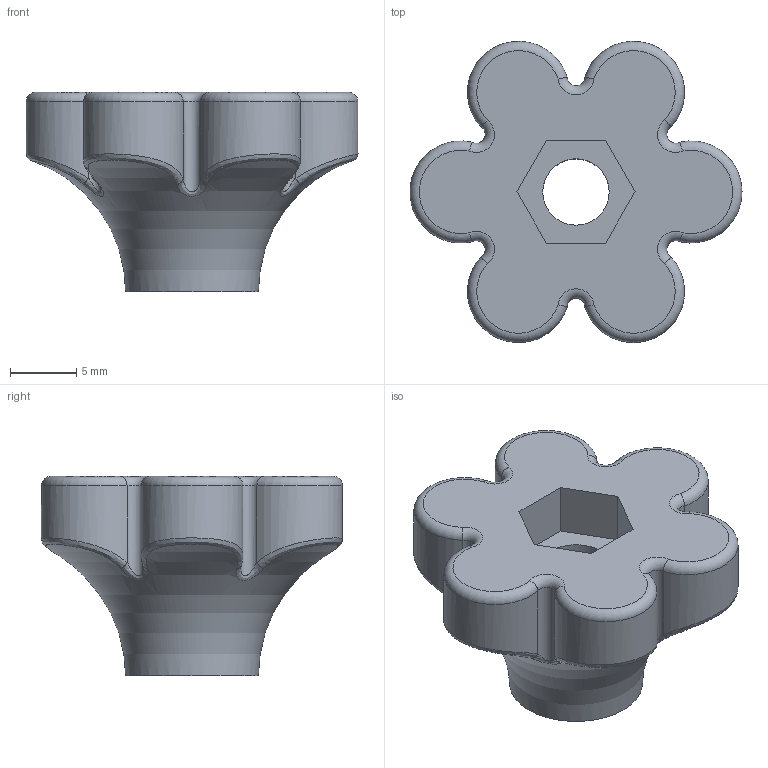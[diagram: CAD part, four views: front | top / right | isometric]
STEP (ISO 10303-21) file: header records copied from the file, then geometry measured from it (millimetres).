
FILE_DESCRIPTION(('FreeCAD Model'),'2;1');
FILE_NAME('slide button M5.step', '2020-10-30T17:16:09',('Author'),(''), 'Open CASCADE STEP processor 7.4','FreeCAD','Unknown');
FILE_SCHEMA(('AUTOMOTIVE_DESIGN { 1 0 10303 214 1 1 1 1 }'));
Length unit declared in the file: millimetre
Products named in the file (1): slide_button_fillet
Bounding box: 25 x 22.68 x 15 mm (x, y, z)
Volume: 3071.9 mm3; surface area: 1740.2 mm2
Topology: 1 solids, 1 shells, 48 faces, 122 edges, 77 vertices
Faces by surface type: cylinder 13, bspline 13, torus 13, plane 9
Full cylindrical faces by diameter (mm): 5 x1
Entity records: 12965 total; most frequent: CARTESIAN_POINT 10811, DIRECTION 302, ORIENTED_EDGE 244, PCURVE 244, DEFINITIONAL_REPRESENTATION 244, LINE 160, VECTOR 160, B_SPLINE_CURVE_WITH_KNOTS 148
